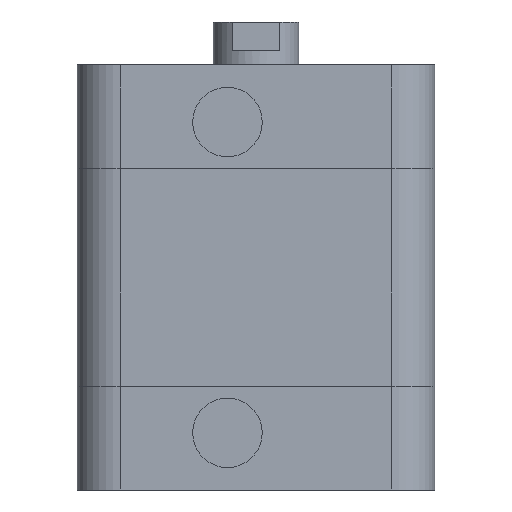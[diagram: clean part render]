
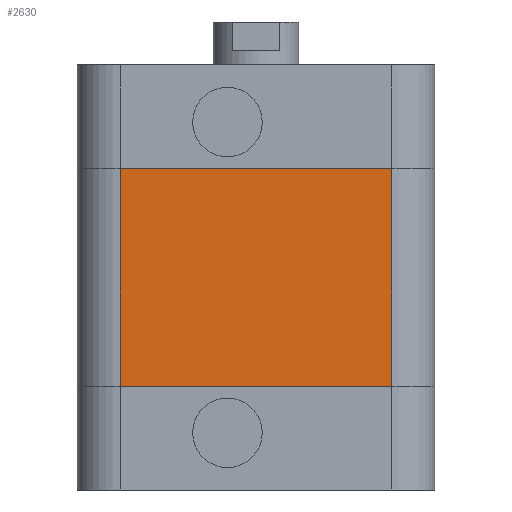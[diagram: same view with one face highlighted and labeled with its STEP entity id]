
A CAD part, left-side view. The second image highlights one B-rep face of the part: STEP entity #2630.
In plain terms, the highlighted planar face has unit normal (-1, 0, 0).
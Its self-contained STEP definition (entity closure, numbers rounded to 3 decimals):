
#216=LINE('',#4194,#488);
#217=LINE('',#4198,#489);
#218=LINE('',#4200,#490);
#219=LINE('',#4201,#491);
#488=VECTOR('',#3462,30.5);
#489=VECTOR('',#3467,38.);
#490=VECTOR('',#3468,30.5);
#491=VECTOR('',#3469,38.);
#646=PLANE('',#2854);
#853=FACE_OUTER_BOUND('',#1055,.T.);
#1055=EDGE_LOOP('',(#2292,#2293,#2294,#2295));
#1367=VERTEX_POINT('',#4191);
#1368=VERTEX_POINT('',#4193);
#1369=VERTEX_POINT('',#4197);
#1370=VERTEX_POINT('',#4199);
#1689=EDGE_CURVE('',#1367,#1368,#216,.T.);
#1691=EDGE_CURVE('',#1369,#1367,#217,.T.);
#1692=EDGE_CURVE('',#1369,#1370,#218,.T.);
#1693=EDGE_CURVE('',#1370,#1368,#219,.T.);
#2292=ORIENTED_EDGE('',*,*,#1691,.F.);
#2293=ORIENTED_EDGE('',*,*,#1692,.T.);
#2294=ORIENTED_EDGE('',*,*,#1693,.T.);
#2295=ORIENTED_EDGE('',*,*,#1689,.F.);
#2630=ADVANCED_FACE('',(#853),#646,.F.);
#2854=AXIS2_PLACEMENT_3D('',#4196,#3465,#3466);
#3462=DIRECTION('',(0.,0.,-1.));
#3465=DIRECTION('center_axis',(1.,0.,0.));
#3466=DIRECTION('ref_axis',(0.,1.,0.));
#3467=DIRECTION('',(0.,-1.,0.));
#3468=DIRECTION('',(0.,0.,-1.));
#3469=DIRECTION('',(0.,-1.,0.));
#4191=CARTESIAN_POINT('',(-25.,-19.,30.5));
#4193=CARTESIAN_POINT('',(-25.,-19.,0.));
#4194=CARTESIAN_POINT('',(-25.,-19.,101.211));
#4196=CARTESIAN_POINT('Origin',(-25.,19.,101.211));
#4197=CARTESIAN_POINT('',(-25.,19.,30.5));
#4198=CARTESIAN_POINT('',(-25.,19.,30.5));
#4199=CARTESIAN_POINT('',(-25.,19.,0.));
#4200=CARTESIAN_POINT('',(-25.,19.,101.211));
#4201=CARTESIAN_POINT('',(-25.,19.,0.));
